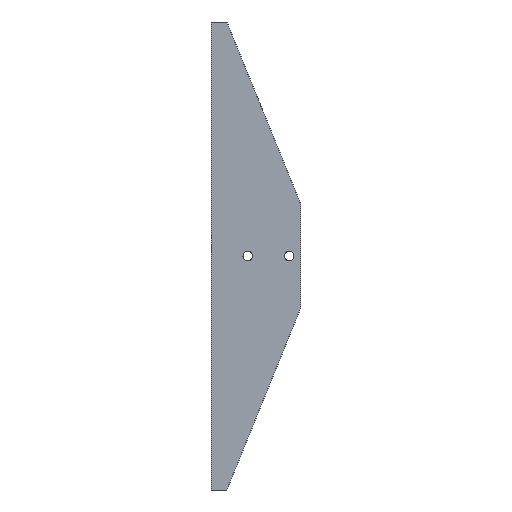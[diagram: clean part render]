
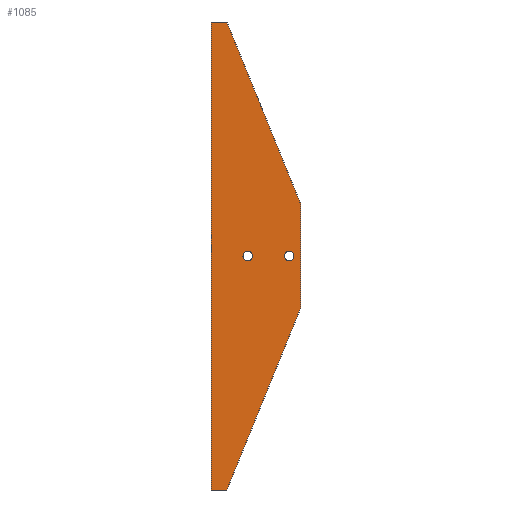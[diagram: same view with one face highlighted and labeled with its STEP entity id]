
A CAD part, left-side view. The second image highlights one B-rep face of the part: STEP entity #1085.
In plain terms, the highlighted planar face has unit normal (-1, 0, 0).
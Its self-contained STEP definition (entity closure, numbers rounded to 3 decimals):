
#54=FACE_BOUND('',#177,.T.);
#55=FACE_BOUND('',#178,.T.);
#94=CIRCLE('',#1199,4.5);
#95=CIRCLE('',#1200,4.5);
#104=FACE_OUTER_BOUND('',#176,.T.);
#176=EDGE_LOOP('',(#808,#809,#810,#811,#812,#813,#814,#815));
#177=EDGE_LOOP('',(#816));
#178=EDGE_LOOP('',(#817));
#225=LINE('',#1550,#335);
#257=LINE('',#1655,#367);
#261=LINE('',#1661,#371);
#262=LINE('',#1664,#372);
#270=LINE('',#1678,#380);
#289=LINE('',#1753,#399);
#290=LINE('',#1754,#400);
#291=LINE('',#1755,#401);
#335=VECTOR('',#1251,10.);
#367=VECTOR('',#1329,10.);
#371=VECTOR('',#1335,10.);
#372=VECTOR('',#1338,10.);
#380=VECTOR('',#1350,10.);
#399=VECTOR('',#1407,10.);
#400=VECTOR('',#1408,10.);
#401=VECTOR('',#1409,10.);
#445=VERTEX_POINT('',#1547);
#446=VERTEX_POINT('',#1549);
#495=VERTEX_POINT('',#1653);
#496=VERTEX_POINT('',#1654);
#497=VERTEX_POINT('',#1659);
#498=VERTEX_POINT('',#1663);
#502=VERTEX_POINT('',#1676);
#539=VERTEX_POINT('',#1752);
#540=VERTEX_POINT('',#1756);
#541=VERTEX_POINT('',#1758);
#545=EDGE_CURVE('',#446,#445,#225,.T.);
#597=EDGE_CURVE('',#495,#496,#257,.T.);
#601=EDGE_CURVE('',#497,#496,#261,.T.);
#602=EDGE_CURVE('',#497,#498,#262,.T.);
#610=EDGE_CURVE('',#445,#502,#270,.T.);
#647=EDGE_CURVE('',#502,#539,#289,.T.);
#648=EDGE_CURVE('',#495,#539,#290,.T.);
#649=EDGE_CURVE('',#446,#498,#291,.T.);
#650=EDGE_CURVE('',#540,#540,#94,.T.);
#651=EDGE_CURVE('',#541,#541,#95,.T.);
#808=ORIENTED_EDGE('',*,*,#647,.T.);
#809=ORIENTED_EDGE('',*,*,#648,.F.);
#810=ORIENTED_EDGE('',*,*,#597,.T.);
#811=ORIENTED_EDGE('',*,*,#601,.F.);
#812=ORIENTED_EDGE('',*,*,#602,.T.);
#813=ORIENTED_EDGE('',*,*,#649,.F.);
#814=ORIENTED_EDGE('',*,*,#545,.T.);
#815=ORIENTED_EDGE('',*,*,#610,.T.);
#816=ORIENTED_EDGE('',*,*,#650,.T.);
#817=ORIENTED_EDGE('',*,*,#651,.T.);
#1000=PLANE('',#1198);
#1085=ADVANCED_FACE('',(#104,#54,#55),#1000,.T.);
#1198=AXIS2_PLACEMENT_3D('',#1751,#1405,#1406);
#1199=AXIS2_PLACEMENT_3D('',#1757,#1410,#1411);
#1200=AXIS2_PLACEMENT_3D('',#1759,#1412,#1413);
#1251=DIRECTION('',(0.,1.,0.));
#1329=DIRECTION('',(0.,-0.376,0.927));
#1335=DIRECTION('',(0.,0.,-1.));
#1338=DIRECTION('',(0.,0.376,0.927));
#1350=DIRECTION('',(0.,0.,-1.));
#1405=DIRECTION('center_axis',(-1.,0.,0.));
#1406=DIRECTION('ref_axis',(0.,0.,
1.));
#1407=DIRECTION('',(0.,-1.,0.));
#1408=DIRECTION('',(0.,1.,0.));
#1409=DIRECTION('',(0.,-1.,0.));
#1410=DIRECTION('center_axis',(1.,0.,0.));
#1411=DIRECTION('ref_axis',(0.,0.,1.));
#1412=DIRECTION('center_axis',(1.,0.,0.));
#1413=DIRECTION('ref_axis',(0.,0.,1.));
#1547=CARTESIAN_POINT('',(-33.,2.,0.));
#1549=CARTESIAN_POINT('',(-33.,-2.,0.));
#1550=CARTESIAN_POINT('',(-33.,-20.369,0.));
#1653=CARTESIAN_POINT('',(-33.,-13.,-450.));
#1654=CARTESIAN_POINT('',(-33.,-84.,-275.));
#1655=CARTESIAN_POINT('',(-33.,-54.152,-348.569));
#1659=CARTESIAN_POINT('',(-33.,-84.,-175.));
#1661=CARTESIAN_POINT('',(-33.,-84.,0.));
#1663=CARTESIAN_POINT('',(-33.,-13.,0.));
#1664=CARTESIAN_POINT('',(-33.,-89.652,-188.931));
#1676=CARTESIAN_POINT('',(-33.,2.,-450.));
#1678=CARTESIAN_POINT('',(-33.,2.,-225.));
#1751=CARTESIAN_POINT('Origin',(-33.,-40.738,-225.));
#1752=CARTESIAN_POINT('',(-33.,-2.,-450.));
#1753=CARTESIAN_POINT('',(-33.,-21.369,-450.));
#1754=CARTESIAN_POINT('',(-33.,2.524,-450.));
#1755=CARTESIAN_POINT('',(-33.,-20.369,0.));
#1756=CARTESIAN_POINT('',(-33.,-73.,-229.5));
#1757=CARTESIAN_POINT('Origin',(-33.,-73.,-225.));
#1758=CARTESIAN_POINT('',(-33.,-33.,-229.5));
#1759=CARTESIAN_POINT('Origin',(-33.,-33.,-225.));
